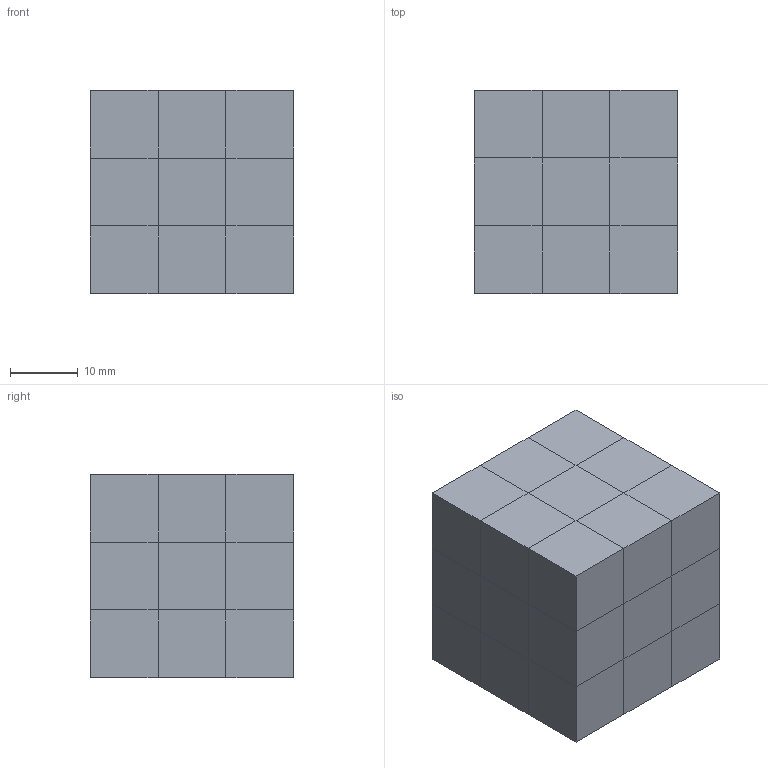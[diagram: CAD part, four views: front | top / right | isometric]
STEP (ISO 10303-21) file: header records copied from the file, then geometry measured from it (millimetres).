
FILE_DESCRIPTION(('FreeCAD Model'),'2;1');
FILE_NAME('04_Rubik_Colour.step','2019-02-16T22:59:56',('Author'),(''), 'Open CASCADE STEP processor 6.9','FreeCAD','Unknown');
FILE_SCHEMA(('AUTOMOTIVE_DESIGN { 1 0 10303 214 1 1 1 1 }'));
Length unit declared in the file: millimetre
Products named in the file (40): Rubrik; Layer1; Row1; box1; box2; box3; Row2; box4; box5; box6; Row3; box7; box8; box9; Layer2; Row004; box010; box012; box013; Row005; box014; box015; box011; Row006; box017; box016; box018; Layer3; Row008; box019; box021; box022; Row007; box023; box024; box020; Row009; box026; box025; box027
Assembly tree (39 placements, depth 4):
  Rubrik
    Layer1
      Row1
        box1
        box2
        box3
      Row2
        box4
        box5
        box6
      Row3
        box7
        box8
        box9
    Layer2
      Row004
        box010
        box012
        box013
      Row005
        box014
        box015
        box011
      Row006
        box017
        box016
        box018
    Layer3
      Row008
        box019
        box021
        box022
      Row007
        box023
        box024
        box020
      Row009
        box026
        box025
        box027
Bounding box: 30 x 30 x 30 mm (x, y, z)
Volume: 27000 mm3; surface area: 16200 mm2
Topology: 27 solids, 27 shells, 162 faces, 324 edges, 216 vertices
Faces by surface type: plane 162
Entity records: 9277 total; most frequent: CARTESIAN_POINT 1390, DIRECTION 1376, LINE 972, VECTOR 972, ORIENTED_EDGE 648, PCURVE 648, DEFINITIONAL_REPRESENTATION 648, EDGE_CURVE 324
